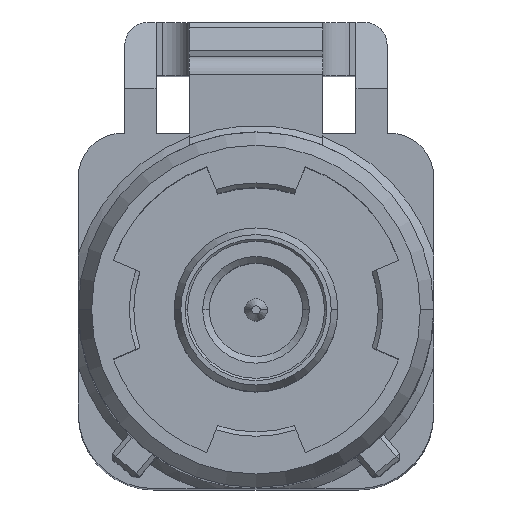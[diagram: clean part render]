
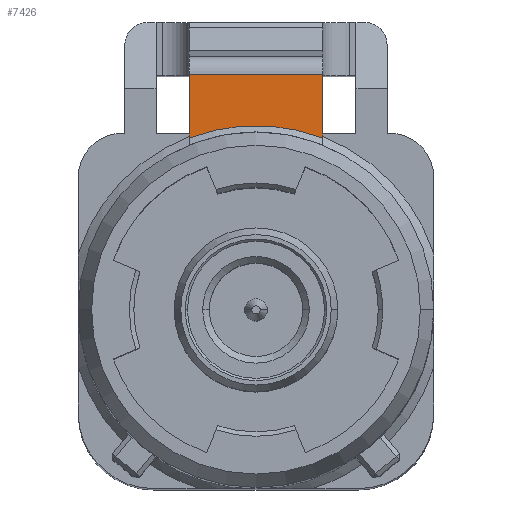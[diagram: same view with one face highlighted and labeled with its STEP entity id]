
A CAD part, top view. The second image highlights one B-rep face of the part: STEP entity #7426.
In plain terms, the highlighted planar face has unit normal (0, 0, 1).
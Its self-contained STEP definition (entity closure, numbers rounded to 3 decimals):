
#279 = DIRECTION ( 'NONE',  ( 0., 0., 1. ) ) ;
#673 = VERTEX_POINT ( 'NONE', #3817 ) ;
#719 = CARTESIAN_POINT ( 'NONE',  ( 1.5, 4., -4.6 ) ) ;
#799 = DIRECTION ( 'NONE',  ( -1., 0., 0. ) ) ;
#1639 = EDGE_CURVE ( 'NONE', #3849, #2995, #3630, .T. ) ;
#1866 = LINE ( 'NONE', #719, #7751 ) ;
#2010 = ORIENTED_EDGE ( 'NONE', *, *, #1639, .T. ) ;
#2011 = AXIS2_PLACEMENT_3D ( 'NONE', #6433, #5230, #4640 ) ;
#2600 = CARTESIAN_POINT ( 'NONE',  ( -1.5, 3.869, -4.6 ) ) ;
#2713 = DIRECTION ( 'NONE',  ( 1., 0., 0. ) ) ;
#2838 = DIRECTION ( 'NONE',  ( 0., -1., 0. ) ) ;
#2995 = VERTEX_POINT ( 'NONE', #3853 ) ;
#3498 = CIRCLE ( 'NONE', #2011, 4.15 ) ;
#3630 = LINE ( 'NONE', #4517, #4491 ) ;
#3775 = FACE_OUTER_BOUND ( 'NONE', #4352, .T. ) ;
#3817 = CARTESIAN_POINT ( 'NONE',  ( 1.5, 3.869, -4.6 ) ) ;
#3849 = VERTEX_POINT ( 'NONE', #4063 ) ;
#3853 = CARTESIAN_POINT ( 'NONE',  ( -1.5, 5.3, -4.6 ) ) ;
#4063 = CARTESIAN_POINT ( 'NONE',  ( 1.5, 5.3, -4.6 ) ) ;
#4137 = LINE ( 'NONE', #6363, #7374 ) ;
#4352 = EDGE_LOOP ( 'NONE', ( #5407, #4625, #5181, #2010 ) ) ;
#4491 = VECTOR ( 'NONE', #799, 1000. ) ;
#4517 = CARTESIAN_POINT ( 'NONE',  ( -1.5, 5.3, -4.6 ) ) ;
#4625 = ORIENTED_EDGE ( 'NONE', *, *, #7190, .T. ) ;
#4640 = DIRECTION ( 'NONE',  ( 1., 0., 0. ) ) ;
#5181 = ORIENTED_EDGE ( 'NONE', *, *, #7326, .T. ) ;
#5230 = DIRECTION ( 'NONE',  ( 0., 0., -1. ) ) ;
#5384 = AXIS2_PLACEMENT_3D ( 'NONE', #5692, #279, #2713 ) ;
#5407 = ORIENTED_EDGE ( 'NONE', *, *, #7186, .T. ) ;
#5692 = CARTESIAN_POINT ( 'NONE',  ( 0., 0., -4.6 ) ) ;
#6306 = VERTEX_POINT ( 'NONE', #2600 ) ;
#6363 = CARTESIAN_POINT ( 'NONE',  ( -1.5, 4., -4.6 ) ) ;
#6433 = CARTESIAN_POINT ( 'NONE',  ( 0., 0., -4.6 ) ) ;
#7186 = EDGE_CURVE ( 'NONE', #2995, #6306, #4137, .T. ) ;
#7190 = EDGE_CURVE ( 'NONE', #6306, #673, #3498, .T. ) ;
#7326 = EDGE_CURVE ( 'NONE', #673, #3849, #1866, .T. ) ;
#7329 = DIRECTION ( 'NONE',  ( 0., 1., 0. ) ) ;
#7374 = VECTOR ( 'NONE', #2838, 1000. ) ;
#7408 = PLANE ( 'NONE',  #5384 ) ;
#7426 = ADVANCED_FACE ( 'NONE', ( #3775 ), #7408, .T. ) ;
#7751 = VECTOR ( 'NONE', #7329, 1000. ) ;
